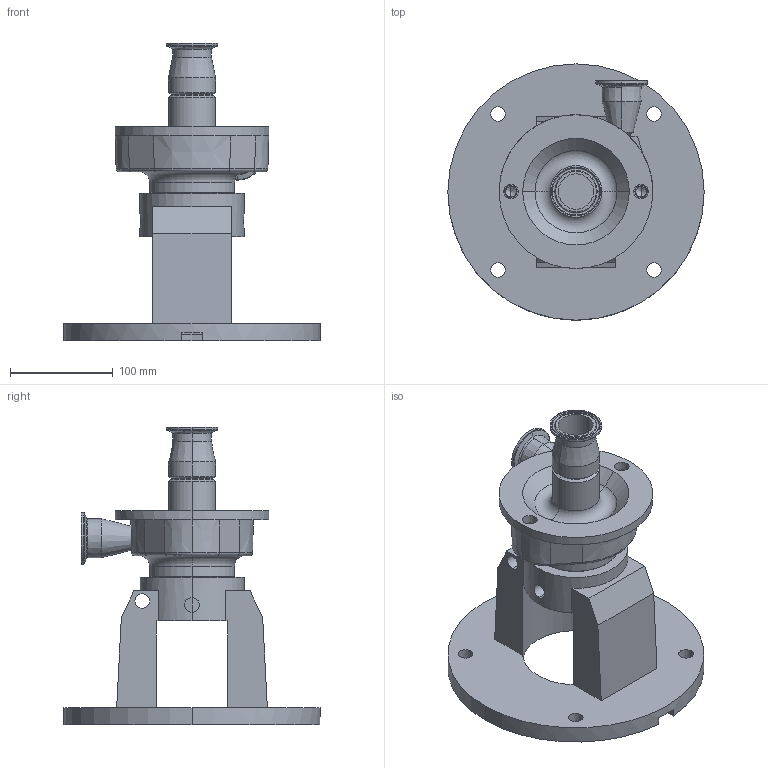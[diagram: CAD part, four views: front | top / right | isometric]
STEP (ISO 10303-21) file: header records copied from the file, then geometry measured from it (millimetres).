
FILE_DESCRIPTION (( 'STEP AP214' ), '1' );
FILE_NAME ('1275000514_Vert.STEP', '2018-08-09T14:12:05', ( '' ), ( '' ), 'SwSTEP 2.0', 'SolidWorks 2018', '' );
FILE_SCHEMA (( 'AUTOMOTIVE_DESIGN' ));
Length unit declared in the file: millimetre
Products named in the file (2): 1275000514_Vert; Part5^1275000514
Assembly tree (1 placements, depth 2):
  1275000514_Vert
    Part5^1275000514
Bounding box: 250 x 250 x 290.6 mm (x, y, z)
Volume: 1971846.5 mm3; surface area: 299859.8 mm2
Topology: 1 solids, 1 shells, 214 faces, 519 edges, 309 vertices
Faces by surface type: cylinder 76, cone 55, plane 47, torus 35, sphere 1
Entity records: 6749 total; most frequent: CARTESIAN_POINT 1490, DIRECTION 1210, ORIENTED_EDGE 1030, EDGE_CURVE 515, AXIS2_PLACEMENT_3D 496, VERTEX_POINT 309, CIRCLE 278, EDGE_LOOP 242
